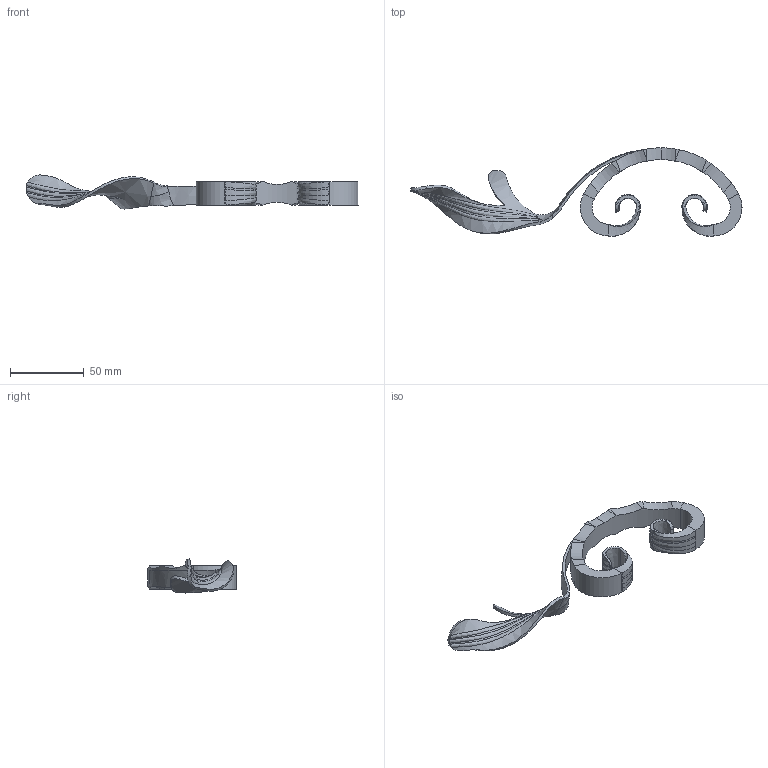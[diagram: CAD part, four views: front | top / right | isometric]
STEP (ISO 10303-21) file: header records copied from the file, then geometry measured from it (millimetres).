
FILE_DESCRIPTION (( 'STEP AP203' ), '1' );
FILE_NAME ('4565.STEP', '2015-10-08T08:24:32', ( '' ), ( '' ), 'SwSTEP 2.0', 'SolidWorks 2015', '' );
FILE_SCHEMA (( 'CONFIG_CONTROL_DESIGN' ));
Length unit declared in the file: millimetre
Products named in the file (1): 4565
Bounding box: 225.86 x 60.03 x 23.15 mm (x, y, z)
Volume: 34007.7 mm3; surface area: 19663.3 mm2
Topology: 1 solids, 1 shells, 298 faces, 811 edges, 533 vertices
Faces by surface type: bspline 155, plane 121, cylinder 22
Entity records: 22509 total; most frequent: CARTESIAN_POINT 16133, ORIENTED_EDGE 1622, EDGE_CURVE 811, DIRECTION 751, VERTEX_POINT 533, B_SPLINE_CURVE_WITH_KNOTS 385, LINE 381, VECTOR 381
